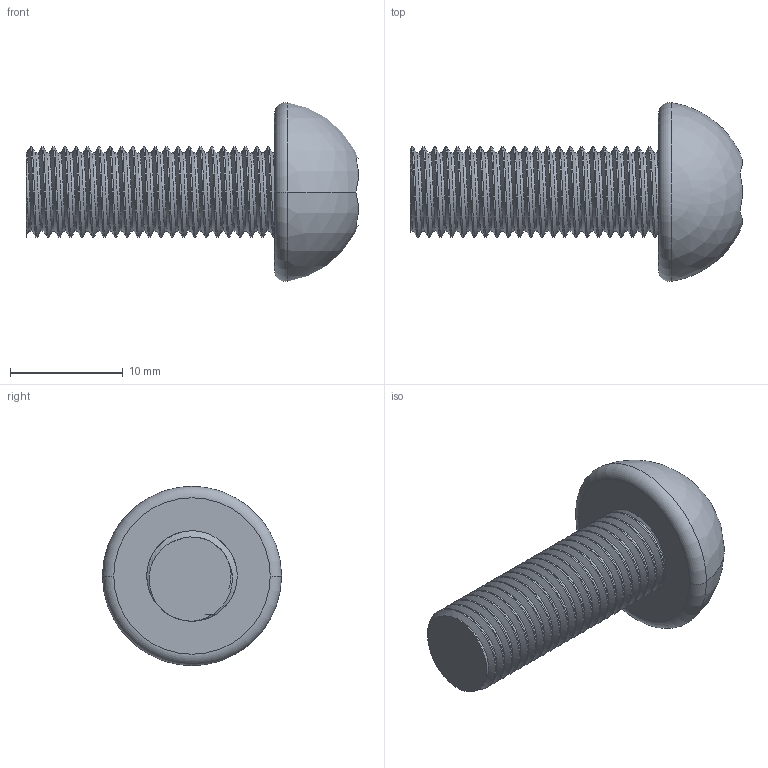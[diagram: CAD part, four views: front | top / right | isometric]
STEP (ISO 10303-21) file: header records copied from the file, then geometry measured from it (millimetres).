
FILE_DESCRIPTION (( 'STEP AP214' ), '1' );
FILE_NAME ('Screw M8.STEP', '2025-02-16T17:22:00', ( '' ), ( '' ), 'SwSTEP 2.0', 'SolidWorks 2024', '' );
FILE_SCHEMA (( 'AUTOMOTIVE_DESIGN' ));
Length unit declared in the file: millimetre
Products named in the file (1): Screw M8
Bounding box: 29.39 x 15.86 x 15.86 mm (x, y, z)
Volume: 1919.4 mm3; surface area: 1476.2 mm2
Topology: 1 solids, 1 shells, 63 faces, 173 edges, 113 vertices
Faces by surface type: cylinder 45, plane 10, bspline 4, torus 2, sphere 2
Entity records: 6394 total; most frequent: CARTESIAN_POINT 5054, ORIENTED_EDGE 346, DIRECTION 214, EDGE_CURVE 173, VERTEX_POINT 113, AXIS2_PLACEMENT_3D 77, EDGE_LOOP 64, ADVANCED_FACE 63
